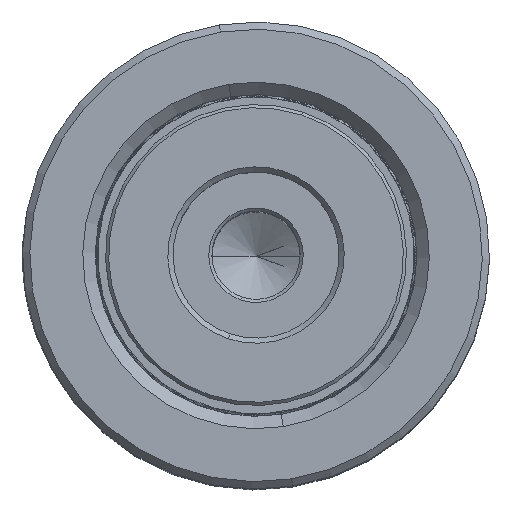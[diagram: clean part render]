
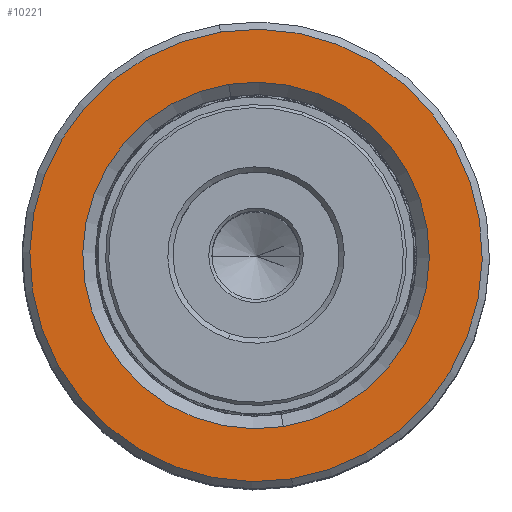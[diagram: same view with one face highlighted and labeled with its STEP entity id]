
A CAD part, top view. The second image highlights one B-rep face of the part: STEP entity #10221.
In plain terms, the highlighted planar face has unit normal (0, 0, 1).
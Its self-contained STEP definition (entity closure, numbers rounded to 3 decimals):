
#1861 = CARTESIAN_POINT ( 'NONE',  ( 0., 0., 60. ) ) ;
#2099 = CARTESIAN_POINT ( 'NONE',  ( 16.7, 0., 60. ) ) ;
#5930 = VERTEX_POINT ( 'NONE', #33182 ) ;
#6514 = AXIS2_PLACEMENT_3D ( 'NONE', #26726, #14050, #38522 ) ;
#7545 = VERTEX_POINT ( 'NONE', #44737 ) ;
#8431 = EDGE_LOOP ( 'NONE', ( #17522, #25831 ) ) ;
#9631 = EDGE_LOOP ( 'NONE', ( #22904, #45810 ) ) ;
#10221 = ADVANCED_FACE ( 'NONE', ( #28588, #48224 ), #25130, .T. ) ;
#11056 = EDGE_CURVE ( 'NONE', #7545, #45467, #12086, .T. ) ;
#12086 = CIRCLE ( 'NONE', #49541, 16.7 ) ;
#13481 = DIRECTION ( 'NONE',  ( 0., 0., -1. ) ) ;
#14050 = DIRECTION ( 'NONE',  ( 0., 0., 1. ) ) ;
#16454 = DIRECTION ( 'NONE',  ( 1., 0., 0. ) ) ;
#17038 = AXIS2_PLACEMENT_3D ( 'NONE', #40852, #17255, #32619 ) ;
#17255 = DIRECTION ( 'NONE',  ( 0., 0., 1. ) ) ;
#17522 = ORIENTED_EDGE ( 'NONE', *, *, #48530, .T. ) ;
#18583 = CIRCLE ( 'NONE', #20415, 16.7 ) ;
#18629 = DIRECTION ( 'NONE',  ( 0., 0., 1. ) ) ;
#18803 = CARTESIAN_POINT ( 'NONE',  ( 0., 0., 60. ) ) ;
#19316 = DIRECTION ( 'NONE',  ( 1., 0., 0. ) ) ;
#20415 = AXIS2_PLACEMENT_3D ( 'NONE', #1861, #13481, #29199 ) ;
#20594 = VERTEX_POINT ( 'NONE', #21512 ) ;
#21512 = CARTESIAN_POINT ( 'NONE',  ( 21.8, 0., 60. ) ) ;
#22685 = AXIS2_PLACEMENT_3D ( 'NONE', #18803, #18629, #19316 ) ;
#22904 = ORIENTED_EDGE ( 'NONE', *, *, #36105, .T. ) ;
#25130 = PLANE ( 'NONE',  #17038 ) ;
#25831 = ORIENTED_EDGE ( 'NONE', *, *, #34071, .T. ) ;
#26726 = CARTESIAN_POINT ( 'NONE',  ( 0., 0., 60. ) ) ;
#28588 = FACE_OUTER_BOUND ( 'NONE', #8431, .T. ) ;
#29199 = DIRECTION ( 'NONE',  ( 1., 0., 0. ) ) ;
#32619 = DIRECTION ( 'NONE',  ( 1., 0., 0. ) ) ;
#33182 = CARTESIAN_POINT ( 'NONE',  ( -21.8, 0., 60. ) ) ;
#34071 = EDGE_CURVE ( 'NONE', #20594, #5930, #35740, .T. ) ;
#35740 = CIRCLE ( 'NONE', #22685, 21.8 ) ;
#36105 = EDGE_CURVE ( 'NONE', #45467, #7545, #18583, .T. ) ;
#37778 = CIRCLE ( 'NONE', #6514, 21.8 ) ;
#38522 = DIRECTION ( 'NONE',  ( 1., 0., 0. ) ) ;
#40211 = CARTESIAN_POINT ( 'NONE',  ( 0., 0., 60. ) ) ;
#40377 = DIRECTION ( 'NONE',  ( 0., 0., -1. ) ) ;
#40852 = CARTESIAN_POINT ( 'NONE',  ( 0., 0., 60. ) ) ;
#44737 = CARTESIAN_POINT ( 'NONE',  ( -16.7, 0., 60. ) ) ;
#45467 = VERTEX_POINT ( 'NONE', #2099 ) ;
#45810 = ORIENTED_EDGE ( 'NONE', *, *, #11056, .T. ) ;
#48224 = FACE_BOUND ( 'NONE', #9631, .T. ) ;
#48530 = EDGE_CURVE ( 'NONE', #5930, #20594, #37778, .T. ) ;
#49541 = AXIS2_PLACEMENT_3D ( 'NONE', #40211, #40377, #16454 ) ;
